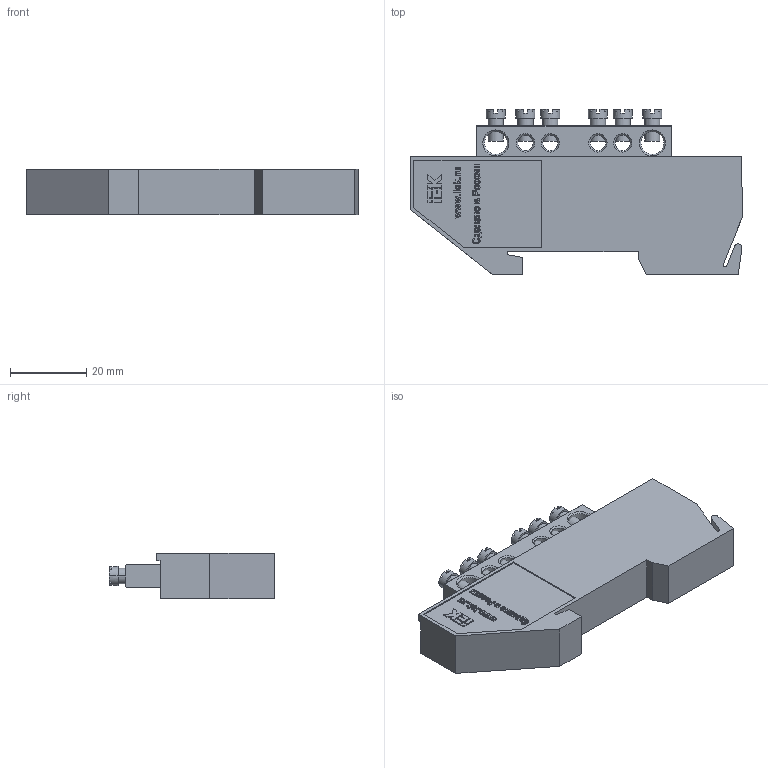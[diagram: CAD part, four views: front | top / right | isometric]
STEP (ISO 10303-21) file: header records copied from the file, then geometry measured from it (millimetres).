
FILE_DESCRIPTION (( 'STEP AP214' ), '1' );
FILE_NAME ('YNN10-69-6D-K05 Øèíà ÐÅ çåìëÿ íà DIN-èçîë ØÍÈ-6õ9-6-Ä-Æ ÈÝÊ.STEP', '2016-08-18T12:56:17', ( 'user' ), ( '' ), 'SwSTEP 2.0', 'SolidWorks 2014', '' );
FILE_SCHEMA (( 'AUTOMOTIVE_DESIGN' ));
Length unit declared in the file: millimetre
Products named in the file (4): Âèíò_Œ4; Øèíà ÂõÍ n-1_6å9 6-1; Èçîëÿòîð DIN æ¸ëòûé_€ƒˆ… 701.001.003; YNN10-69-6D-K05 Øèíà ÐÅ çåìëÿ íà DIN-èçîë ØÍÈ-6õ9-6-Ä-Æ ÈÝÊ
Assembly tree (8 placements, depth 2):
  YNN10-69-6D-K05 Øèíà ÐÅ çåìëÿ íà DIN-èçîë ØÍÈ-6õ9-6-Ä-Æ ÈÝÊ
    Èçîëÿòîð DIN æ¸ëòûé_€ƒˆ… 701.001.003
    Øèíà ÂõÍ n-1_6å9 6-1
    Âèíò_Œ4  x6
Bounding box: 87 x 43.3 x 12 mm (x, y, z)
Volume: 29115.4 mm3; surface area: 10756.4 mm2
Topology: 8 solids, 8 shells, 693 faces, 1853 edges, 1216 vertices
Faces by surface type: plane 462, bspline 108, cone 70, cylinder 53
Entity records: 25331 total; most frequent: CARTESIAN_POINT 9282, ORIENTED_EDGE 2592, DIRECTION 1968, EDGE_CURVE 1296, VECTOR 930, LINE 930, VERTEX_POINT 851, EDGE_LOOP 561
